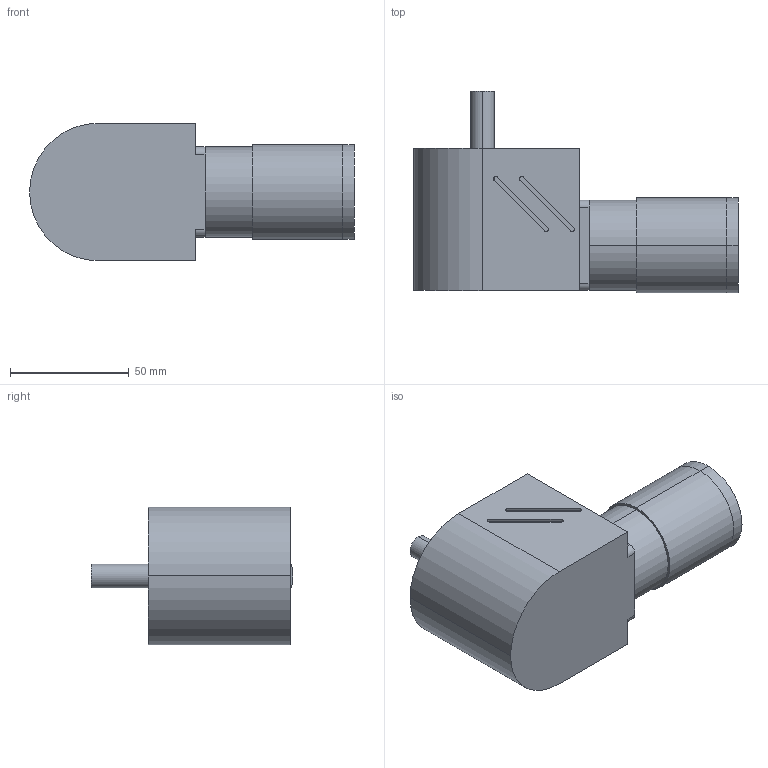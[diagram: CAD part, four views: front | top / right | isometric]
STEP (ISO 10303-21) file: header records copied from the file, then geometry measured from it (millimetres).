
FILE_DESCRIPTION (( 'STEP AP203' ), '1' );
FILE_NAME ('Conveyor Motor_Default_sldprt.STEP', '2023-10-19T05:34:27', ( '' ), ( '' ), 'SwSTEP 2.0', 'SolidWorks 2023', '' );
FILE_SCHEMA (( 'CONFIG_CONTROL_DESIGN' ));
Length unit declared in the file: millimetre
Products named in the file (1): Conveyor Motor_Default_sldprt
Bounding box: 137 x 85 x 58 mm (x, y, z)
Volume: 112619.9 mm3; surface area: 47731.4 mm2
Topology: 2 solids, 2 shells, 46 faces, 111 edges, 72 vertices
Faces by surface type: plane 25, cylinder 21
Entity records: 1434 total; most frequent: DIRECTION 249, CARTESIAN_POINT 230, ORIENTED_EDGE 222, EDGE_CURVE 111, AXIS2_PLACEMENT_3D 91, VERTEX_POINT 72, VECTOR 67, LINE 67
